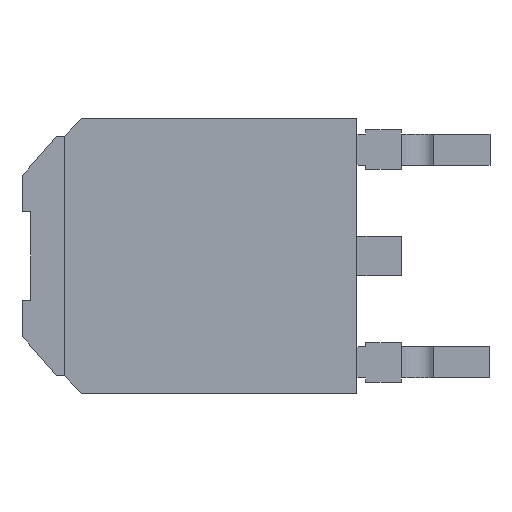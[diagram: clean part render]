
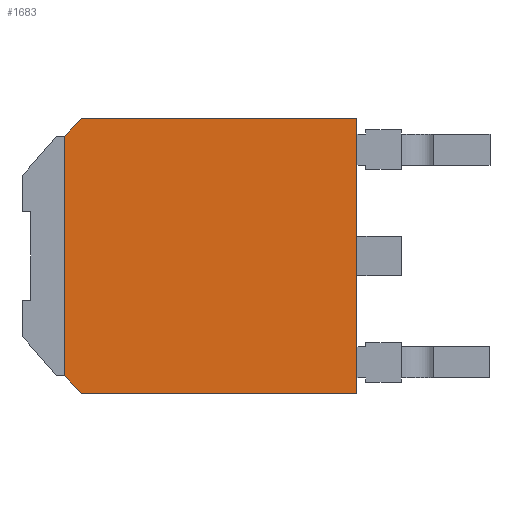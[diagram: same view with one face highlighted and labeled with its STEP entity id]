
A CAD part, front view. The second image highlights one B-rep face of the part: STEP entity #1683.
In plain terms, the highlighted planar face has unit normal (0, -1, 0).
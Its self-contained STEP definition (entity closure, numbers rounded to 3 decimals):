
#132 = CARTESIAN_POINT ( 'NONE',  ( 3.3, 0., -3.1 ) ) ;
#208 = CARTESIAN_POINT ( 'NONE',  ( -3.3, 0., -2.7 ) ) ;
#395 = LINE ( 'NONE', #3071, #3134 ) ;
#494 = EDGE_CURVE ( 'NONE', #3403, #2925, #395, .T. ) ;
#597 = VECTOR ( 'NONE', #1794, 1000. ) ;
#619 = DIRECTION ( 'NONE',  ( -1., 0., 0. ) ) ;
#637 = EDGE_LOOP ( 'NONE', ( #2505, #3679, #900, #3014, #3326, #3409 ) ) ;
#689 = VERTEX_POINT ( 'NONE', #936 ) ;
#707 = VECTOR ( 'NONE', #2590, 1000. ) ;
#875 = LINE ( 'NONE', #3808, #1858 ) ;
#900 = ORIENTED_EDGE ( 'NONE', *, *, #3750, .F. ) ;
#936 = CARTESIAN_POINT ( 'NONE',  ( 3.3, 0., 3.1 ) ) ;
#1013 = CARTESIAN_POINT ( 'NONE',  ( -3.3, 0., -2.7 ) ) ;
#1100 = EDGE_CURVE ( 'NONE', #3493, #689, #2610, .T. ) ;
#1187 = CARTESIAN_POINT ( 'NONE',  ( -2.9, 0., 3.1 ) ) ;
#1339 = AXIS2_PLACEMENT_3D ( 'NONE', #1984, #2024, #2589 ) ;
#1355 = FACE_OUTER_BOUND ( 'NONE', #637, .T. ) ;
#1683 = ADVANCED_FACE ( 'NONE', ( #1355 ), #3722, .F. ) ;
#1684 = VERTEX_POINT ( 'NONE', #2573 ) ;
#1709 = CARTESIAN_POINT ( 'NONE',  ( -3.3, 0., 3.1 ) ) ;
#1794 = DIRECTION ( 'NONE',  ( -0.707, 0., -0.707 ) ) ;
#1807 = VERTEX_POINT ( 'NONE', #1834 ) ;
#1831 = EDGE_CURVE ( 'NONE', #3493, #2925, #2044, .T. ) ;
#1834 = CARTESIAN_POINT ( 'NONE',  ( -2.9, 0., -3.1 ) ) ;
#1858 = VECTOR ( 'NONE', #619, 1000. ) ;
#1895 = EDGE_CURVE ( 'NONE', #3403, #1807, #3385, .T. ) ;
#1921 = EDGE_CURVE ( 'NONE', #689, #1684, #2497, .T. ) ;
#1984 = CARTESIAN_POINT ( 'NONE',  ( 0., 0., 0. ) ) ;
#2024 = DIRECTION ( 'NONE',  ( 0., 1., 0. ) ) ;
#2044 = LINE ( 'NONE', #1187, #597 ) ;
#2455 = DIRECTION ( 'NONE',  ( 0., 0., 1. ) ) ;
#2497 = LINE ( 'NONE', #132, #3518 ) ;
#2505 = ORIENTED_EDGE ( 'NONE', *, *, #494, .F. ) ;
#2573 = CARTESIAN_POINT ( 'NONE',  ( 3.3, 0., -3.1 ) ) ;
#2589 = DIRECTION ( 'NONE',  ( 0., 0., 1. ) ) ;
#2590 = DIRECTION ( 'NONE',  ( 1., 0., 0. ) ) ;
#2610 = LINE ( 'NONE', #1709, #707 ) ;
#2771 = DIRECTION ( 'NONE',  ( 0., 0., -1. ) ) ;
#2847 = VECTOR ( 'NONE', #3615, 1000. ) ;
#2925 = VERTEX_POINT ( 'NONE', #3531 ) ;
#2933 = CARTESIAN_POINT ( 'NONE',  ( -2.9, 0., 3.1 ) ) ;
#3014 = ORIENTED_EDGE ( 'NONE', *, *, #1921, .F. ) ;
#3071 = CARTESIAN_POINT ( 'NONE',  ( -3.3, 0., -3.1 ) ) ;
#3134 = VECTOR ( 'NONE', #2455, 1000. ) ;
#3326 = ORIENTED_EDGE ( 'NONE', *, *, #1100, .F. ) ;
#3385 = LINE ( 'NONE', #1013, #2847 ) ;
#3403 = VERTEX_POINT ( 'NONE', #208 ) ;
#3409 = ORIENTED_EDGE ( 'NONE', *, *, #1831, .T. ) ;
#3493 = VERTEX_POINT ( 'NONE', #2933 ) ;
#3518 = VECTOR ( 'NONE', #2771, 1000. ) ;
#3531 = CARTESIAN_POINT ( 'NONE',  ( -3.3, 0., 2.7 ) ) ;
#3615 = DIRECTION ( 'NONE',  ( 0.707, 0., -0.707 ) ) ;
#3679 = ORIENTED_EDGE ( 'NONE', *, *, #1895, .T. ) ;
#3722 = PLANE ( 'NONE',  #1339 ) ;
#3750 = EDGE_CURVE ( 'NONE', #1684, #1807, #875, .T. ) ;
#3808 = CARTESIAN_POINT ( 'NONE',  ( -3.3, 0., -3.1 ) ) ;
